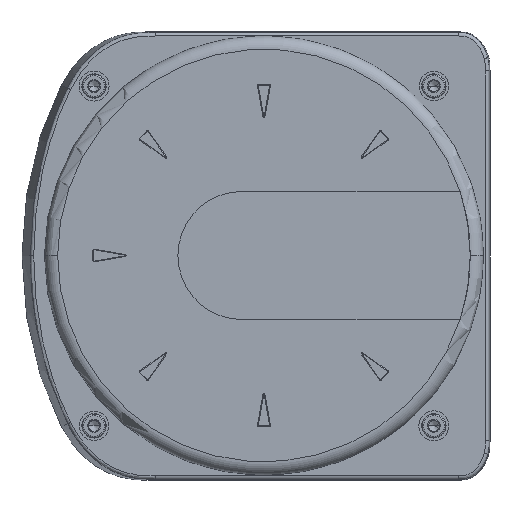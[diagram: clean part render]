
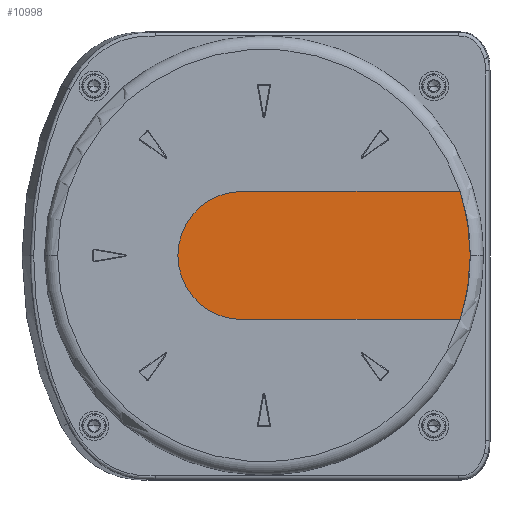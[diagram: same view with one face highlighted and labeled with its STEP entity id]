
A CAD part, top view. The second image highlights one B-rep face of the part: STEP entity #10998.
In plain terms, the highlighted planar face has unit normal (0, 0, 1).
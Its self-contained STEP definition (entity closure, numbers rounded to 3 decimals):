
#9538=CARTESIAN_POINT('',(0.,0.,-0.15));
#9539=DIRECTION('',(0.,0.,1.));
#9540=DIRECTION('',(0.951,-0.31,0.));
#9541=AXIS2_PLACEMENT_3D('',#9538,#9539,#9540);
#9759=DIRECTION('',(1.,0.,0.));
#9760=VECTOR('',#9759,49.444);
#9761=CARTESIAN_POINT('',(-5.,-14.5,-0.15));
#9762=LINE('',#9761,#9760);
#9763=CARTESIAN_POINT('',(-5.,0.,-0.15));
#9764=DIRECTION('',(0.,0.,1.));
#9765=DIRECTION('',(0.,1.,0.));
#9766=AXIS2_PLACEMENT_3D('',#9763,#9764,#9765);
#9768=DIRECTION('',(-1.,0.,0.));
#9769=VECTOR('',#9768,49.444);
#9770=CARTESIAN_POINT('',(44.444,14.5,-0.15));
#9771=LINE('',#9770,#9769);
#10286=CARTESIAN_POINT('',(44.444,14.5,-0.15));
#10287=CARTESIAN_POINT('',(-5.,14.5,-0.15));
#10288=VERTEX_POINT('',#10286);
#10289=VERTEX_POINT('',#10287);
#10290=CARTESIAN_POINT('',(-5.,-14.5,-0.15));
#10291=VERTEX_POINT('',#10290);
#10292=CARTESIAN_POINT('',(44.444,-14.5,-0.15));
#10293=VERTEX_POINT('',#10292);
#10987=CARTESIAN_POINT('',(0.,0.,-0.15));
#10988=DIRECTION('',(0.,0.,1.));
#10989=DIRECTION('',(1.,0.,0.));
#10990=AXIS2_PLACEMENT_3D('',#10987,#10988,#10989);
#10991=PLANE('',#10990);
#10992=ORIENTED_EDGE('',*,*,#10662,.F.);
#10993=ORIENTED_EDGE('',*,*,#10968,.F.);
#10994=ORIENTED_EDGE('',*,*,#10981,.F.);
#10995=ORIENTED_EDGE('',*,*,#10644,.F.);
#10996=EDGE_LOOP('',(#10992,#10993,#10994,#10995));
#10997=FACE_OUTER_BOUND('',#10996,.F.);
#10998=ADVANCED_FACE('',(#10997),#10991,.T.);
#9542=CIRCLE('',#9541,46.75);
#9767=CIRCLE('',#9766,14.5);
#10644=EDGE_CURVE('',#10288,#10289,#9771,.T.);
#10662=EDGE_CURVE('',#10293,#10288,#9542,.T.);
#10968=EDGE_CURVE('',#10291,#10293,#9762,.T.);
#10981=EDGE_CURVE('',#10289,#10291,#9767,.T.);
